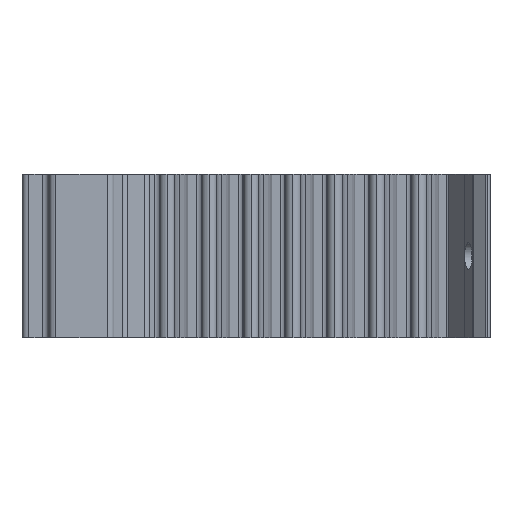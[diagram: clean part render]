
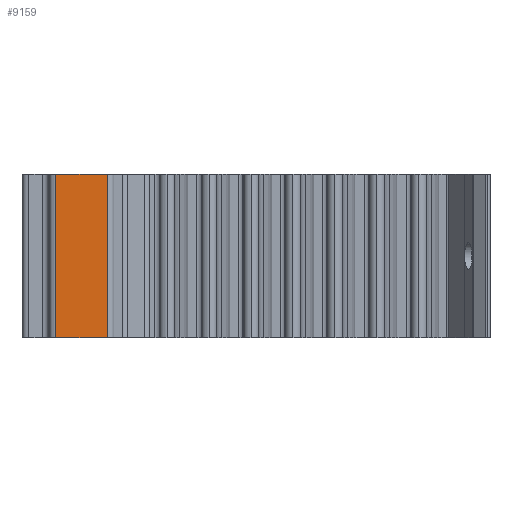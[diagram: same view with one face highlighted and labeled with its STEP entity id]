
A CAD part, left-side view. The second image highlights one B-rep face of the part: STEP entity #9159.
In plain terms, the highlighted planar face has unit normal (-1, 0, 0).
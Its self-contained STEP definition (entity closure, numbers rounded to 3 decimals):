
#566 = VECTOR ( 'NONE', #8288, 1000. ) ;
#1002 = VERTEX_POINT ( 'NONE', #8842 ) ;
#1142 = AXIS2_PLACEMENT_3D ( 'NONE', #7473, #11396, #6353 ) ;
#1432 = ORIENTED_EDGE ( 'NONE', *, *, #8318, .T. ) ;
#2313 = VERTEX_POINT ( 'NONE', #10922 ) ;
#2344 = DIRECTION ( 'NONE',  ( 0., 0., 1. ) ) ;
#2403 = LINE ( 'NONE', #4270, #4112 ) ;
#2651 = EDGE_LOOP ( 'NONE', ( #1432, #9069, #5278, #8024 ) ) ;
#2741 = VERTEX_POINT ( 'NONE', #6217 ) ;
#2833 = DIRECTION ( 'NONE',  ( 0., -1., 0. ) ) ;
#3566 = EDGE_CURVE ( 'NONE', #2741, #2313, #5444, .T. ) ;
#3707 = CARTESIAN_POINT ( 'NONE',  ( -19.08, -2.5, -6.05 ) ) ;
#4112 = VECTOR ( 'NONE', #2344, 1000. ) ;
#4270 = CARTESIAN_POINT ( 'NONE',  ( -19.08, -6.3, 6.05 ) ) ;
#5278 = ORIENTED_EDGE ( 'NONE', *, *, #3566, .F. ) ;
#5444 = LINE ( 'NONE', #12021, #566 ) ;
#6217 = CARTESIAN_POINT ( 'NONE',  ( -19.08, -2.5, 6.05 ) ) ;
#6353 = DIRECTION ( 'NONE',  ( 0., 1., 0. ) ) ;
#7005 = EDGE_CURVE ( 'NONE', #2741, #12307, #11605, .T. ) ;
#7311 = VECTOR ( 'NONE', #2833, 1000. ) ;
#7473 = CARTESIAN_POINT ( 'NONE',  ( -19.08, -2., 6.05 ) ) ;
#8024 = ORIENTED_EDGE ( 'NONE', *, *, #7005, .T. ) ;
#8288 = DIRECTION ( 'NONE',  ( 0., -1., 0. ) ) ;
#8318 = EDGE_CURVE ( 'NONE', #12307, #1002, #9377, .T. ) ;
#8558 = CARTESIAN_POINT ( 'NONE',  ( -19.08, -2., -6.05 ) ) ;
#8842 = CARTESIAN_POINT ( 'NONE',  ( -19.08, -6.3, -6.05 ) ) ;
#9069 = ORIENTED_EDGE ( 'NONE', *, *, #12208, .T. ) ;
#9159 = ADVANCED_FACE ( 'NONE', ( #9410 ), #9222, .F. ) ;
#9222 = PLANE ( 'NONE',  #1142 ) ;
#9377 = LINE ( 'NONE', #8558, #7311 ) ;
#9410 = FACE_OUTER_BOUND ( 'NONE', #2651, .T. ) ;
#9876 = CARTESIAN_POINT ( 'NONE',  ( -19.08, -2.5, 6.05 ) ) ;
#9917 = VECTOR ( 'NONE', #10623, 1000. ) ;
#10623 = DIRECTION ( 'NONE',  ( 0., 0., -1. ) ) ;
#10922 = CARTESIAN_POINT ( 'NONE',  ( -19.08, -6.3, 6.05 ) ) ;
#11396 = DIRECTION ( 'NONE',  ( 1., 0., 0. ) ) ;
#11605 = LINE ( 'NONE', #9876, #9917 ) ;
#12021 = CARTESIAN_POINT ( 'NONE',  ( -19.08, -2., 6.05 ) ) ;
#12208 = EDGE_CURVE ( 'NONE', #1002, #2313, #2403, .T. ) ;
#12307 = VERTEX_POINT ( 'NONE', #3707 ) ;
